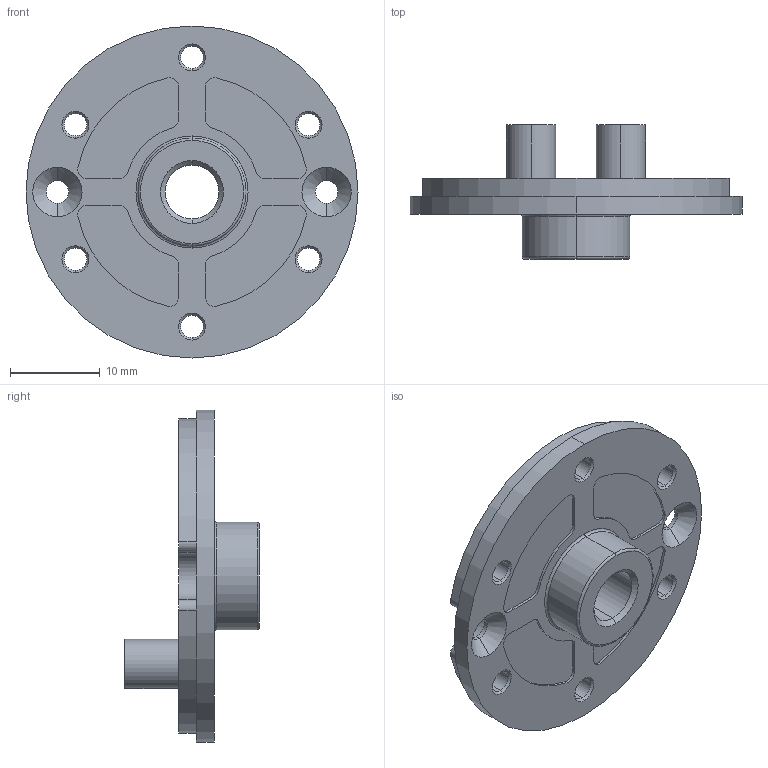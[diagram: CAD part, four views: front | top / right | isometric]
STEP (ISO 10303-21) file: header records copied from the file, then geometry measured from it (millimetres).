
FILE_DESCRIPTION (( 'STEP AP214' ), '1' );
FILE_NAME ('Gear_reduction_cap.STEP', '2018-03-09T17:07:20', ( '' ), ( '' ), 'SwSTEP 2.0', 'SolidWorks 2017', '' );
FILE_SCHEMA (( 'AUTOMOTIVE_DESIGN' ));
Length unit declared in the file: millimetre
Products named in the file (1): Gear_reduction_cap
Bounding box: 37 x 15 x 37 mm (x, y, z)
Volume: 4213.7 mm3; surface area: 3453.5 mm2
Topology: 1 solids, 1 shells, 117 faces, 287 edges, 184 vertices
Faces by surface type: cylinder 69, plane 26, cone 18, torus 4
Entity records: 3579 total; most frequent: DIRECTION 687, CARTESIAN_POINT 589, ORIENTED_EDGE 574, EDGE_CURVE 287, AXIS2_PLACEMENT_3D 282, VERTEX_POINT 184, CIRCLE 164, EDGE_LOOP 147
